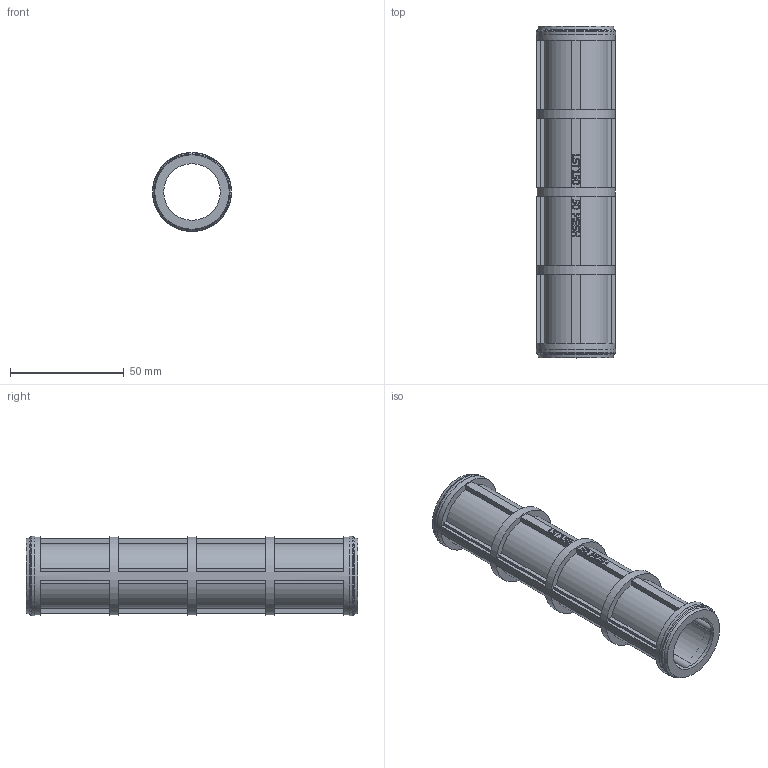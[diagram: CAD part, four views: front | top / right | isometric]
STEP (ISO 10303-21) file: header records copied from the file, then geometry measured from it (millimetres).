
FILE_DESCRIPTION(/* description */ ('1" LST SCREEN - 50 MESH'),/* implementation_level */ '2;1');
FILE_NAME(/* name */ 'LST150.stp',/* time_stamp */ '2019-09-06T10:43:06-04:00',/* author */ ('areid'),/* organization */ (''),/* preprocessor_version */ 'ST-DEVELOPER v17',/* originating_system */ 'Autodesk Inventor 2019',/* authorisation */ '');
FILE_SCHEMA (('AUTOMOTIVE_DESIGN { 1 0 10303 214 3 1 1 }'));
Length unit declared in the file: inch
Products named in the file (1): LST150
Bounding box: 34.8 x 146.05 x 34.8 mm (x, y, z)
Volume: 20137.2 mm3; surface area: 32799.2 mm2
Topology: 1 solids, 1 shells, 476 faces, 1305 edges, 871 vertices
Faces by surface type: plane 346, bspline 95, cylinder 29, cone 6
Full cylindrical faces by diameter (mm): 24.892 x1, 28.702 x1, 34.671 x1, 34.798 x2
Entity records: 15670 total; most frequent: CARTESIAN_POINT 4030, ORIENTED_EDGE 2610, DIRECTION 1992, EDGE_CURVE 1305, LINE 986, VECTOR 986, VERTEX_POINT 871, EDGE_LOOP 518
